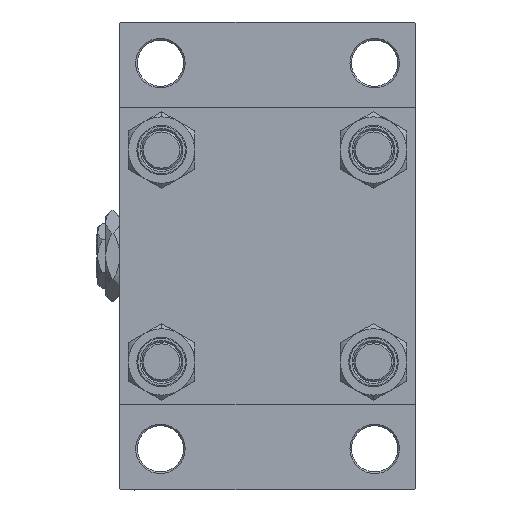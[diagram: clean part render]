
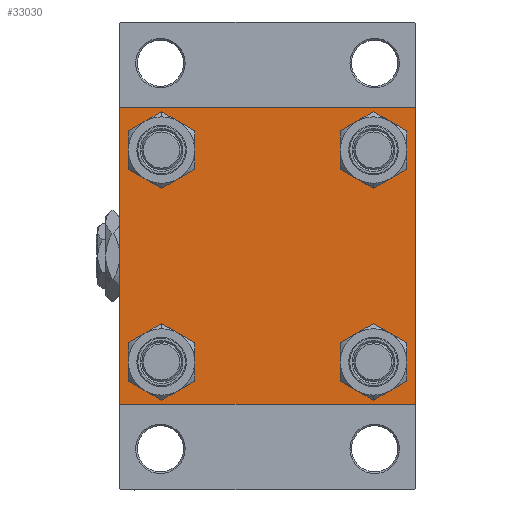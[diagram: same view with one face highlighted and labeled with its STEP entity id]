
A CAD part, left-side view. The second image highlights one B-rep face of the part: STEP entity #33030.
In plain terms, the highlighted planar face has unit normal (-1, 0, 0).
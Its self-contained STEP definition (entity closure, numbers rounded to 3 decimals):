
#353 = VERTEX_POINT ( 'NONE', #30454 ) ;
#389 = VERTEX_POINT ( 'NONE', #40060 ) ;
#922 = LINE ( 'NONE', #30943, #2542 ) ;
#1348 = CARTESIAN_POINT ( 'NONE',  ( 0., 45., 45. ) ) ;
#1392 = CARTESIAN_POINT ( 'NONE',  ( 0., 44.75, 44.75 ) ) ;
#1468 = DIRECTION ( 'NONE',  ( 0., -0.707, 0.707 ) ) ;
#1807 = AXIS2_PLACEMENT_3D ( 'NONE', #41159, #22167, #48901 ) ;
#1991 = EDGE_LOOP ( 'NONE', ( #23863, #34070 ) ) ;
#2396 = CARTESIAN_POINT ( 'NONE',  ( 0., 32.15, -38.65 ) ) ;
#2542 = VECTOR ( 'NONE', #46182, 1000. ) ;
#2784 = VERTEX_POINT ( 'NONE', #36703 ) ;
#3008 = LINE ( 'NONE', #41984, #45281 ) ;
#3738 = EDGE_CURVE ( 'NONE', #19653, #389, #922, .T. ) ;
#3827 = DIRECTION ( 'NONE',  ( 0., 0., 1. ) ) ;
#4122 = VERTEX_POINT ( 'NONE', #38072 ) ;
#4347 = DIRECTION ( 'NONE',  ( 1., 0., 0. ) ) ;
#4600 = VECTOR ( 'NONE', #35234, 1000. ) ;
#4969 = CARTESIAN_POINT ( 'NONE',  ( 0., -45., 45. ) ) ;
#5059 = VECTOR ( 'NONE', #39634, 1000. ) ;
#5104 = DIRECTION ( 'NONE',  ( 0., 0., 1. ) ) ;
#5245 = CARTESIAN_POINT ( 'NONE',  ( 0., 32.15, 32.15 ) ) ;
#5477 = EDGE_CURVE ( 'NONE', #36432, #29128, #9798, .T. ) ;
#5845 = ORIENTED_EDGE ( 'NONE', *, *, #20219, .F. ) ;
#6406 = ORIENTED_EDGE ( 'NONE', *, *, #34738, .F. ) ;
#6839 = EDGE_CURVE ( 'NONE', #29128, #36432, #21023, .T. ) ;
#7851 = VERTEX_POINT ( 'NONE', #14312 ) ;
#8845 = EDGE_LOOP ( 'NONE', ( #23822, #40829 ) ) ;
#8996 = DIRECTION ( 'NONE',  ( 0., 0., 1. ) ) ;
#9798 = CIRCLE ( 'NONE', #17768, 6.5 ) ;
#10628 = AXIS2_PLACEMENT_3D ( 'NONE', #23333, #4347, #26862 ) ;
#10680 = EDGE_CURVE ( 'NONE', #2784, #18225, #35639, .T. ) ;
#11067 = VERTEX_POINT ( 'NONE', #43444 ) ;
#12198 = EDGE_CURVE ( 'NONE', #11067, #33345, #26667, .T. ) ;
#12370 = AXIS2_PLACEMENT_3D ( 'NONE', #5245, #19524, #8996 ) ;
#12703 = EDGE_CURVE ( 'NONE', #26475, #7851, #40255, .T. ) ;
#13498 = DIRECTION ( 'NONE',  ( 0., 0., -1. ) ) ;
#13956 = DIRECTION ( 'NONE',  ( 1., 0., 0. ) ) ;
#14312 = CARTESIAN_POINT ( 'NONE',  ( 0., 32.15, -25.65 ) ) ;
#14363 = EDGE_CURVE ( 'NONE', #353, #21154, #24321, .T. ) ;
#14755 = VECTOR ( 'NONE', #14931, 1000. ) ;
#14931 = DIRECTION ( 'NONE',  ( 0., -1., 0. ) ) ;
#15023 = CARTESIAN_POINT ( 'NONE',  ( 0., -32.15, -32.15 ) ) ;
#15423 = EDGE_CURVE ( 'NONE', #44346, #31448, #26066, .T. ) ;
#15598 = ORIENTED_EDGE ( 'NONE', *, *, #12198, .T. ) ;
#15819 = FACE_BOUND ( 'NONE', #1991, .T. ) ;
#16131 = CARTESIAN_POINT ( 'NONE',  ( 0., 45., 44.5 ) ) ;
#16653 = EDGE_CURVE ( 'NONE', #21154, #353, #38790, .T. ) ;
#16959 = DIRECTION ( 'NONE',  ( 0., 0., 1. ) ) ;
#17009 = CARTESIAN_POINT ( 'NONE',  ( 0., -45., 44.5 ) ) ;
#17032 = VECTOR ( 'NONE', #47093, 1000. ) ;
#17358 = CIRCLE ( 'NONE', #34928, 6.5 ) ;
#17768 = AXIS2_PLACEMENT_3D ( 'NONE', #15023, #38028, #25551 ) ;
#18225 = VERTEX_POINT ( 'NONE', #16131 ) ;
#18682 = AXIS2_PLACEMENT_3D ( 'NONE', #19875, #39350, #5104 ) ;
#19524 = DIRECTION ( 'NONE',  ( 1., 0., 0. ) ) ;
#19653 = VERTEX_POINT ( 'NONE', #17009 ) ;
#19728 = EDGE_CURVE ( 'NONE', #4122, #47655, #3008, .T. ) ;
#19875 = CARTESIAN_POINT ( 'NONE',  ( 0., 32.15, -32.15 ) ) ;
#20219 = EDGE_CURVE ( 'NONE', #19653, #31448, #27980, .T. ) ;
#21023 = CIRCLE ( 'NONE', #10628, 6.5 ) ;
#21154 = VERTEX_POINT ( 'NONE', #23239 ) ;
#22167 = DIRECTION ( 'NONE',  ( 1., 0., 0. ) ) ;
#22257 = DIRECTION ( 'NONE',  ( 1., 0., 0. ) ) ;
#22654 = AXIS2_PLACEMENT_3D ( 'NONE', #35237, #42973, #16959 ) ;
#22675 = LINE ( 'NONE', #26199, #14755 ) ;
#23076 = FACE_BOUND ( 'NONE', #29663, .T. ) ;
#23239 = CARTESIAN_POINT ( 'NONE',  ( 0., 32.15, 25.65 ) ) ;
#23333 = CARTESIAN_POINT ( 'NONE',  ( 0., -32.15, -32.15 ) ) ;
#23822 = ORIENTED_EDGE ( 'NONE', *, *, #33594, .T. ) ;
#23863 = ORIENTED_EDGE ( 'NONE', *, *, #14363, .T. ) ;
#24321 = CIRCLE ( 'NONE', #12370, 6.5 ) ;
#25503 = EDGE_LOOP ( 'NONE', ( #41013, #37820, #47313, #30515, #5845, #42571, #6406, #46546 ) ) ;
#25551 = DIRECTION ( 'NONE',  ( 0., 0., 1. ) ) ;
#25767 = ORIENTED_EDGE ( 'NONE', *, *, #44426, .T. ) ;
#26066 = LINE ( 'NONE', #41306, #45134 ) ;
#26199 = CARTESIAN_POINT ( 'NONE',  ( 0., 45., -45. ) ) ;
#26475 = VERTEX_POINT ( 'NONE', #2396 ) ;
#26667 = CIRCLE ( 'NONE', #22654, 6.5 ) ;
#26862 = DIRECTION ( 'NONE',  ( 0., 0., 1. ) ) ;
#27095 = CARTESIAN_POINT ( 'NONE',  ( 0., 0., 0. ) ) ;
#27687 = EDGE_LOOP ( 'NONE', ( #15598, #25767 ) ) ;
#27980 = LINE ( 'NONE', #4969, #4600 ) ;
#28139 = AXIS2_PLACEMENT_3D ( 'NONE', #27095, #46320, #3827 ) ;
#29128 = VERTEX_POINT ( 'NONE', #48288 ) ;
#29277 = CARTESIAN_POINT ( 'NONE',  ( 0., -44.5, -45. ) ) ;
#29526 = DIRECTION ( 'NONE',  ( 0., 0., 1. ) ) ;
#29663 = EDGE_LOOP ( 'NONE', ( #36855, #44781 ) ) ;
#30454 = CARTESIAN_POINT ( 'NONE',  ( 0., 32.15, 38.65 ) ) ;
#30515 = ORIENTED_EDGE ( 'NONE', *, *, #15423, .T. ) ;
#30943 = CARTESIAN_POINT ( 'NONE',  ( 0., -44.75, 44.75 ) ) ;
#31448 = VERTEX_POINT ( 'NONE', #40458 ) ;
#33030 = ADVANCED_FACE ( 'NONE', ( #38577, #23076, #34824, #15819, #42555 ), #37832, .T. ) ;
#33213 = VECTOR ( 'NONE', #13498, 1000. ) ;
#33345 = VERTEX_POINT ( 'NONE', #34449 ) ;
#33594 = EDGE_CURVE ( 'NONE', #7851, #26475, #35316, .T. ) ;
#33754 = CARTESIAN_POINT ( 'NONE',  ( 0., -32.15, 32.15 ) ) ;
#34070 = ORIENTED_EDGE ( 'NONE', *, *, #16653, .T. ) ;
#34449 = CARTESIAN_POINT ( 'NONE',  ( 0., -32.15, 25.65 ) ) ;
#34738 = EDGE_CURVE ( 'NONE', #2784, #389, #35596, .T. ) ;
#34824 = FACE_BOUND ( 'NONE', #8845, .T. ) ;
#34928 = AXIS2_PLACEMENT_3D ( 'NONE', #33754, #22257, #29526 ) ;
#35234 = DIRECTION ( 'NONE',  ( 0., 0., -1. ) ) ;
#35237 = CARTESIAN_POINT ( 'NONE',  ( 0., -32.15, 32.15 ) ) ;
#35316 = CIRCLE ( 'NONE', #1807, 6.5 ) ;
#35596 = LINE ( 'NONE', #1348, #17032 ) ;
#35639 = LINE ( 'NONE', #1392, #5059 ) ;
#36248 = CARTESIAN_POINT ( 'NONE',  ( 0., 45., 45. ) ) ;
#36432 = VERTEX_POINT ( 'NONE', #39666 ) ;
#36703 = CARTESIAN_POINT ( 'NONE',  ( 0., 44.5, 45. ) ) ;
#36855 = ORIENTED_EDGE ( 'NONE', *, *, #6839, .T. ) ;
#37820 = ORIENTED_EDGE ( 'NONE', *, *, #19728, .T. ) ;
#37832 = PLANE ( 'NONE',  #28139 ) ;
#38028 = DIRECTION ( 'NONE',  ( 1., 0., 0. ) ) ;
#38072 = CARTESIAN_POINT ( 'NONE',  ( 0., 45., -44.5 ) ) ;
#38356 = EDGE_CURVE ( 'NONE', #47655, #44346, #22675, .T. ) ;
#38577 = FACE_BOUND ( 'NONE', #27687, .T. ) ;
#38790 = CIRCLE ( 'NONE', #48361, 6.5 ) ;
#39350 = DIRECTION ( 'NONE',  ( 1., 0., 0. ) ) ;
#39634 = DIRECTION ( 'NONE',  ( 0., 0.707, -0.707 ) ) ;
#39666 = CARTESIAN_POINT ( 'NONE',  ( 0., -32.15, -38.65 ) ) ;
#40060 = CARTESIAN_POINT ( 'NONE',  ( 0., -44.5, 45. ) ) ;
#40255 = CIRCLE ( 'NONE', #18682, 6.5 ) ;
#40458 = CARTESIAN_POINT ( 'NONE',  ( 0., -45., -44.5 ) ) ;
#40829 = ORIENTED_EDGE ( 'NONE', *, *, #12703, .T. ) ;
#41013 = ORIENTED_EDGE ( 'NONE', *, *, #41433, .T. ) ;
#41159 = CARTESIAN_POINT ( 'NONE',  ( 0., 32.15, -32.15 ) ) ;
#41249 = DIRECTION ( 'NONE',  ( 0., -0.707, -0.707 ) ) ;
#41306 = CARTESIAN_POINT ( 'NONE',  ( 0., -44.75, -44.75 ) ) ;
#41433 = EDGE_CURVE ( 'NONE', #18225, #4122, #47753, .T. ) ;
#41984 = CARTESIAN_POINT ( 'NONE',  ( 0., 44.75, -44.75 ) ) ;
#42555 = FACE_OUTER_BOUND ( 'NONE', #25503, .T. ) ;
#42571 = ORIENTED_EDGE ( 'NONE', *, *, #3738, .T. ) ;
#42973 = DIRECTION ( 'NONE',  ( 1., 0., 0. ) ) ;
#43444 = CARTESIAN_POINT ( 'NONE',  ( 0., -32.15, 38.65 ) ) ;
#44346 = VERTEX_POINT ( 'NONE', #29277 ) ;
#44426 = EDGE_CURVE ( 'NONE', #33345, #11067, #17358, .T. ) ;
#44781 = ORIENTED_EDGE ( 'NONE', *, *, #5477, .T. ) ;
#45134 = VECTOR ( 'NONE', #1468, 1000. ) ;
#45281 = VECTOR ( 'NONE', #41249, 1000. ) ;
#45412 = CARTESIAN_POINT ( 'NONE',  ( 0., 44.5, -45. ) ) ;
#46182 = DIRECTION ( 'NONE',  ( 0., 0.707, 0.707 ) ) ;
#46320 = DIRECTION ( 'NONE',  ( -1., 0., 0. ) ) ;
#46360 = DIRECTION ( 'NONE',  ( 0., 0., 1. ) ) ;
#46546 = ORIENTED_EDGE ( 'NONE', *, *, #10680, .T. ) ;
#47093 = DIRECTION ( 'NONE',  ( 0., -1., 0. ) ) ;
#47313 = ORIENTED_EDGE ( 'NONE', *, *, #38356, .T. ) ;
#47655 = VERTEX_POINT ( 'NONE', #45412 ) ;
#47753 = LINE ( 'NONE', #36248, #33213 ) ;
#48200 = CARTESIAN_POINT ( 'NONE',  ( 0., 32.15, 32.15 ) ) ;
#48288 = CARTESIAN_POINT ( 'NONE',  ( 0., -32.15, -25.65 ) ) ;
#48361 = AXIS2_PLACEMENT_3D ( 'NONE', #48200, #13956, #46360 ) ;
#48901 = DIRECTION ( 'NONE',  ( 0., 0., 1. ) ) ;
